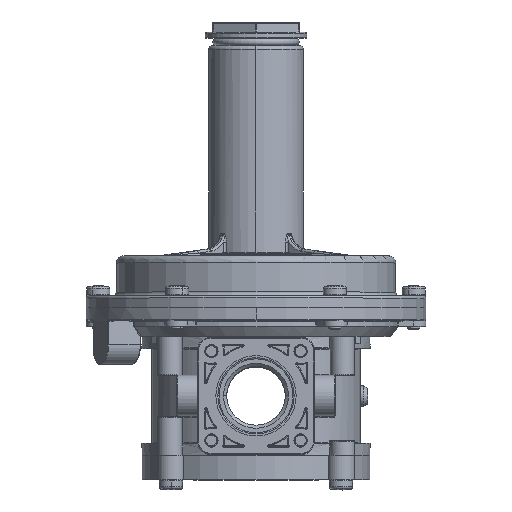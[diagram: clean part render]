
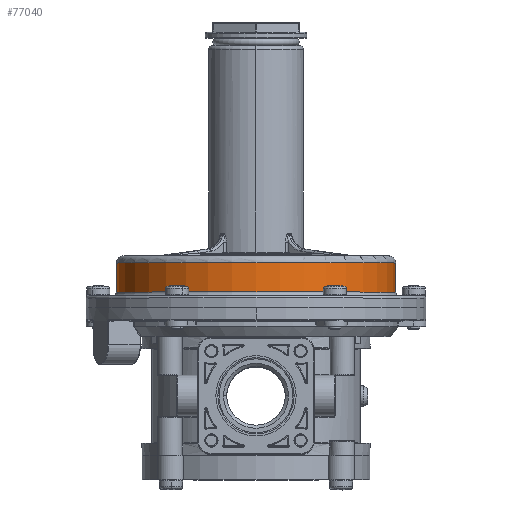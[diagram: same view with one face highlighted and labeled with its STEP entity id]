
A CAD part, top view. The second image highlights one B-rep face of the part: STEP entity #77040.
In plain terms, the highlighted cylindrical face has radius 57.5 mm (diameter 115 mm), a partial arc.
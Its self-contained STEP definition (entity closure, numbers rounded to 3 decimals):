
#64851=CARTESIAN_POINT('',(0.,18.5,0.));
#64852=DIRECTION('',(0.,-1.,0.));
#64853=DIRECTION('',(-1.,0.,0.));
#64854=AXIS2_PLACEMENT_3D('',#64851,#64852,#64853);
#67519=CARTESIAN_POINT('',(0.,6.5,0.));
#67520=DIRECTION('',(0.,1.,0.));
#67521=DIRECTION('',(1.,0.,0.));
#67522=AXIS2_PLACEMENT_3D('',#67519,#67520,#67521);
#67524=DIRECTION('',(0.,-1.,0.));
#67525=VECTOR('',#67524,12.);
#67526=CARTESIAN_POINT('',(57.5,18.5,0.));
#67527=LINE('',#67526,#67525);
#67528=DIRECTION('',(0.,-1.,0.));
#67529=VECTOR('',#67528,12.);
#67530=CARTESIAN_POINT('',(-57.5,18.5,0.));
#67531=LINE('',#67530,#67529);
#69506=CARTESIAN_POINT('',(-57.5,18.5,0.));
#69508=VERTEX_POINT('',#69506);
#69509=CARTESIAN_POINT('',(57.5,18.5,0.));
#69510=VERTEX_POINT('',#69509);
#70123=CARTESIAN_POINT('',(57.5,6.5,0.));
#70124=CARTESIAN_POINT('',(-57.5,6.5,0.));
#70125=VERTEX_POINT('',#70123);
#70126=VERTEX_POINT('',#70124);
#77029=CARTESIAN_POINT('',(0.,-5.4,0.));
#77030=DIRECTION('',(0.,1.,0.));
#77031=DIRECTION('',(1.,0.,0.));
#77032=AXIS2_PLACEMENT_3D('',#77029,#77030,#77031);
#77033=CYLINDRICAL_SURFACE('',#77032,57.5);
#77034=ORIENTED_EDGE('',*,*,#77023,.F.);
#77035=ORIENTED_EDGE('',*,*,#72522,.F.);
#77036=ORIENTED_EDGE('',*,*,#72134,.F.);
#77037=ORIENTED_EDGE('',*,*,#72518,.T.);
#77038=EDGE_LOOP('',(#77034,#77035,#77036,#77037));
#77039=FACE_OUTER_BOUND('',#77038,.F.);
#77040=ADVANCED_FACE('',(#77039),#77033,.T.);
#64855=CIRCLE('',#64854,57.5);
#67523=CIRCLE('',#67522,57.5);
#72134=EDGE_CURVE('',#69508,#69510,#64855,.T.);
#72518=EDGE_CURVE('',#69508,#70126,#67531,.T.);
#72522=EDGE_CURVE('',#69510,#70125,#67527,.T.);
#77023=EDGE_CURVE('',#70125,#70126,#67523,.T.);
